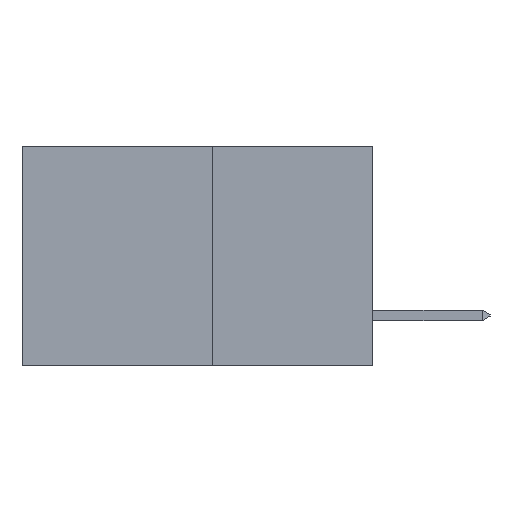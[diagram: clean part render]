
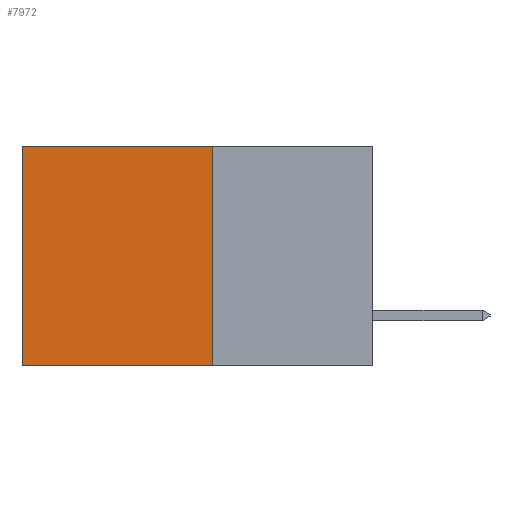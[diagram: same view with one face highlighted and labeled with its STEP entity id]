
A CAD part, left-side view. The second image highlights one B-rep face of the part: STEP entity #7972.
In plain terms, the highlighted planar face has unit normal (-1, 0, 0).
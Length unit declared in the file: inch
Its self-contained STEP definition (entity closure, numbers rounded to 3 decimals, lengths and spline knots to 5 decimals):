
#46 = VERTEX_POINT ( 'NONE', #16587 ) ;
#334 = EDGE_CURVE ( 'NONE', #46, #6671, #12155, .T. ) ;
#1407 = EDGE_CURVE ( 'NONE', #14638, #6804, #10651, .T. ) ;
#1774 = AXIS2_PLACEMENT_3D ( 'NONE', #7977, #7924, #7304 ) ;
#1860 = VECTOR ( 'NONE', #2960, 39.37008 ) ;
#2037 = DIRECTION ( 'NONE',  ( 0., 1., 0. ) ) ;
#2960 = DIRECTION ( 'NONE',  ( 0., 0., -1. ) ) ;
#3536 = LINE ( 'NONE', #10409, #10743 ) ;
#5967 = CARTESIAN_POINT ( 'NONE',  ( 0.277, 0.27, -0.37 ) ) ;
#6671 = VERTEX_POINT ( 'NONE', #11033 ) ;
#6673 = VECTOR ( 'NONE', #2037, 39.37008 ) ;
#6723 = EDGE_CURVE ( 'NONE', #6671, #6804, #3536, .T. ) ;
#6804 = VERTEX_POINT ( 'NONE', #9015 ) ;
#7304 = DIRECTION ( 'NONE',  ( 0., 0., -1. ) ) ;
#7924 = DIRECTION ( 'NONE',  ( 1., 0., 0. ) ) ;
#7972 = ADVANCED_FACE ( 'NONE', ( #9868 ), #9554, .F. ) ;
#7977 = CARTESIAN_POINT ( 'NONE',  ( 0.277, 0.27, -0.37 ) ) ;
#8569 = ORIENTED_EDGE ( 'NONE', *, *, #13946, .F. ) ;
#9015 = CARTESIAN_POINT ( 'NONE',  ( 0.277, 0.59, -0.37 ) ) ;
#9554 = PLANE ( 'NONE',  #1774 ) ;
#9868 = FACE_OUTER_BOUND ( 'NONE', #17155, .T. ) ;
#10255 = DIRECTION ( 'NONE',  ( 0., 0., -1. ) ) ;
#10409 = CARTESIAN_POINT ( 'NONE',  ( 0.277, 0.59, -0.37 ) ) ;
#10651 = LINE ( 'NONE', #15461, #6673 ) ;
#10743 = VECTOR ( 'NONE', #10255, 39.37008 ) ;
#11033 = CARTESIAN_POINT ( 'NONE',  ( 0.277, 0.59, 0. ) ) ;
#11358 = ORIENTED_EDGE ( 'NONE', *, *, #334, .T. ) ;
#11480 = CARTESIAN_POINT ( 'NONE',  ( 0.277, 0.27, 0. ) ) ;
#11542 = DIRECTION ( 'NONE',  ( 0., 1., 0. ) ) ;
#12155 = LINE ( 'NONE', #11480, #15167 ) ;
#12709 = LINE ( 'NONE', #13766, #1860 ) ;
#13766 = CARTESIAN_POINT ( 'NONE',  ( 0.277, 0.27, -0.37 ) ) ;
#13946 = EDGE_CURVE ( 'NONE', #46, #14638, #12709, .T. ) ;
#13968 = ORIENTED_EDGE ( 'NONE', *, *, #1407, .F. ) ;
#14638 = VERTEX_POINT ( 'NONE', #5967 ) ;
#15167 = VECTOR ( 'NONE', #11542, 39.37008 ) ;
#15461 = CARTESIAN_POINT ( 'NONE',  ( 0.277, 0.27, -0.37 ) ) ;
#16587 = CARTESIAN_POINT ( 'NONE',  ( 0.277, 0.27, 0. ) ) ;
#17155 = EDGE_LOOP ( 'NONE', ( #17341, #13968, #8569, #11358 ) ) ;
#17341 = ORIENTED_EDGE ( 'NONE', *, *, #6723, .T. ) ;
